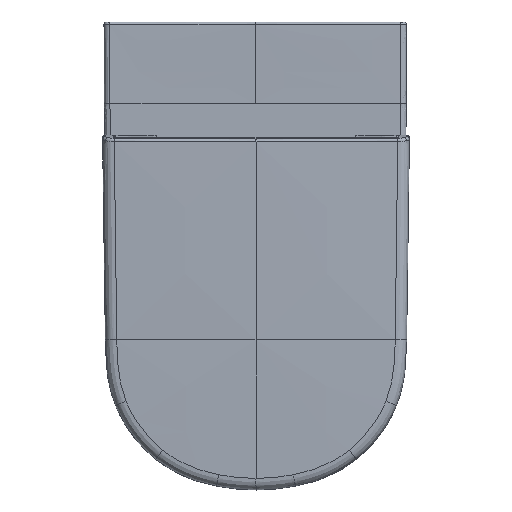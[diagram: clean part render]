
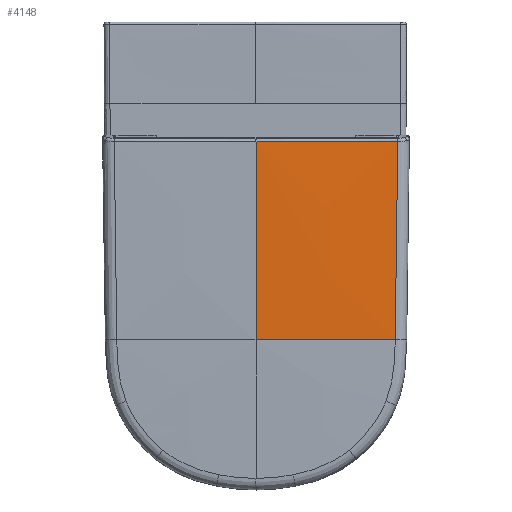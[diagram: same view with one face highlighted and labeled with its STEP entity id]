
A CAD part, top view. The second image highlights one B-rep face of the part: STEP entity #4148.
In plain terms, the highlighted free-form (B-spline) face has degree [3, 2] with [4, 3] control points.
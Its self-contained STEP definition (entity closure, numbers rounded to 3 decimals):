
#1032=B_SPLINE_CURVE_WITH_KNOTS('',3,(#41623,#41624,#41625,#41626),
 .UNSPECIFIED.,.F.,.F.,(4,4),(0.194,1.013),
 .UNSPECIFIED.);
#1033=B_SPLINE_CURVE_WITH_KNOTS('',3,(#41627,#41628,#41629,#41630),
 .UNSPECIFIED.,.F.,.F.,(4,4),(-29.912,-5.651),
 .UNSPECIFIED.);
#1045=B_SPLINE_CURVE_WITH_KNOTS('',2,(#41678,#41679,#41680),
 .UNSPECIFIED.,.F.,.F.,(3,3),(0.,0.924),.UNSPECIFIED.);
#1122=B_SPLINE_CURVE_WITH_KNOTS('',4,(#42164,#42165,#42166,#42167,#42168),
 .UNSPECIFIED.,.F.,.F.,(5,5),(-17.327,0.),
 .UNSPECIFIED.);
#3126=B_SPLINE_SURFACE_WITH_KNOTS('',3,2,((#37927,#37928,#37929),(#37930,
#37931,#37932),(#37933,#37934,#37935),(#37936,#37937,#37938)),
 .UNSPECIFIED.,.F.,.F.,.F.,(4,4),(3,3),(0.,299.19),(0.,
187.379),.UNSPECIFIED.);
#4148=ADVANCED_FACE('',(#5288),#3126,.T.);
#5288=FACE_OUTER_BOUND('',#6430,.T.);
#6430=EDGE_LOOP('',(#9288,#9289,#9290,#9291));
#9288=ORIENTED_EDGE('',*,*,#13684,.T.);
#9289=ORIENTED_EDGE('',*,*,#13699,.T.);
#9290=ORIENTED_EDGE('',*,*,#13685,.T.);
#9291=ORIENTED_EDGE('',*,*,#13787,.T.);
#13684=EDGE_CURVE('',#16202,#16203,#1032,.T.);
#13685=EDGE_CURVE('',#16204,#16205,#1033,.T.);
#13699=EDGE_CURVE('',#16203,#16204,#1045,.T.);
#13787=EDGE_CURVE('',#16205,#16202,#1122,.T.);
#16202=VERTEX_POINT('',#41022);
#16203=VERTEX_POINT('',#41023);
#16204=VERTEX_POINT('',#41024);
#16205=VERTEX_POINT('',#41025);
#37927=CARTESIAN_POINT('',(0.708,196.633,221.419));
#37928=CARTESIAN_POINT('',(94.365,196.633,221.419));
#37929=CARTESIAN_POINT('',(188.022,196.62,217.942));
#37930=CARTESIAN_POINT('',(0.708,96.929,222.7));
#37931=CARTESIAN_POINT('',(94.365,96.929,222.7));
#37932=CARTESIAN_POINT('',(187.567,96.914,217.942));
#37933=CARTESIAN_POINT('',(0.708,-2.795,222.74));
#37934=CARTESIAN_POINT('',(94.365,-2.795,222.74));
#37935=CARTESIAN_POINT('',(186.148,-2.782,217.942));
#37936=CARTESIAN_POINT('',(0.708,-102.542,221.539));
#37937=CARTESIAN_POINT('',(94.365,-102.542,221.539));
#37938=CARTESIAN_POINT('',(184.655,-102.469,217.942));
#41022=CARTESIAN_POINT('',(0.708,139.259,222.019));
#41023=CARTESIAN_POINT('',(0.708,-102.542,221.539));
#41024=CARTESIAN_POINT('',(170.833,-102.479,218.471));
#41025=CARTESIAN_POINT('',(173.926,140.088,218.52));
#41623=CARTESIAN_POINT('',(0.708,139.259,222.019));
#41624=CARTESIAN_POINT('',(0.708,58.673,222.67));
#41625=CARTESIAN_POINT('',(0.708,-21.927,222.51));
#41626=CARTESIAN_POINT('',(0.708,-102.542,221.539));
#41627=CARTESIAN_POINT('',(170.833,-102.479,218.471));
#41628=CARTESIAN_POINT('',(172.156,-21.627,218.604));
#41629=CARTESIAN_POINT('',(173.333,59.228,218.615));
#41630=CARTESIAN_POINT('',(173.926,140.088,218.52));
#41678=CARTESIAN_POINT('',(0.708,-102.542,221.539));
#41679=CARTESIAN_POINT('',(87.206,-102.542,221.539));
#41680=CARTESIAN_POINT('',(170.833,-102.479,218.471));
#42164=CARTESIAN_POINT('',(173.926,140.088,218.52));
#42165=CARTESIAN_POINT('',(130.646,139.689,220.268));
#42166=CARTESIAN_POINT('',(87.342,139.402,221.437));
#42167=CARTESIAN_POINT('',(44.025,139.259,222.019));
#42168=CARTESIAN_POINT('',(0.708,139.259,222.019));
